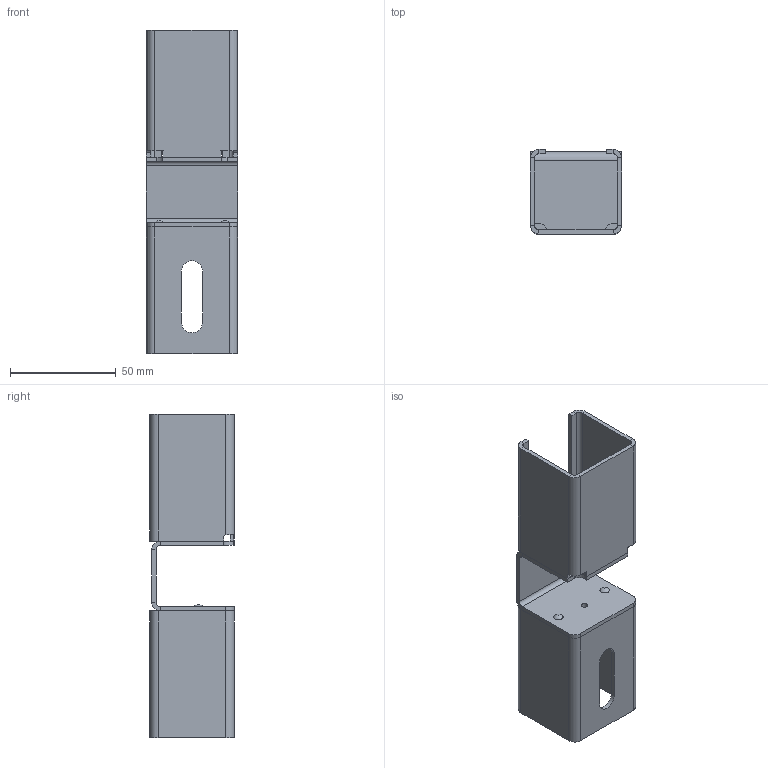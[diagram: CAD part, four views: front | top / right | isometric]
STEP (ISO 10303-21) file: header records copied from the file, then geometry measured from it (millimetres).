
FILE_DESCRIPTION((''),'2;1');
FILE_NAME('86212- poprawione.stp','2020-07-01T14:11:35',('trakoczy'),(''),'Autodesk Inventor 2013','Autodesk Inventor 2013','');
FILE_SCHEMA(('AUTOMOTIVE_DESIGN { 1 0 10303 214 1 1 1 1 }'));
Length unit declared in the file: millimetre
Products named in the file (4): 86212; 86212 I; 86212 II; 86212 III
Assembly tree (3 placements, depth 2):
  86212
    86212 I
    86212 II
    86212 III
Bounding box: 43 x 40 x 153 mm (x, y, z)
Volume: 37768.9 mm3; surface area: 40046.2 mm2
Topology: 3 solids, 3 shells, 125 faces, 280 edges, 163 vertices
Faces by surface type: plane 86, cylinder 35, bspline 2, sphere 2
Full cylindrical faces by diameter (mm): 3 x1
Entity records: 3458 total; most frequent: CARTESIAN_POINT 608, DIRECTION 604, ORIENTED_EDGE 536, EDGE_CURVE 268, AXIS2_PLACEMENT_3D 206, VECTOR 192, LINE 192, VERTEX_POINT 156
